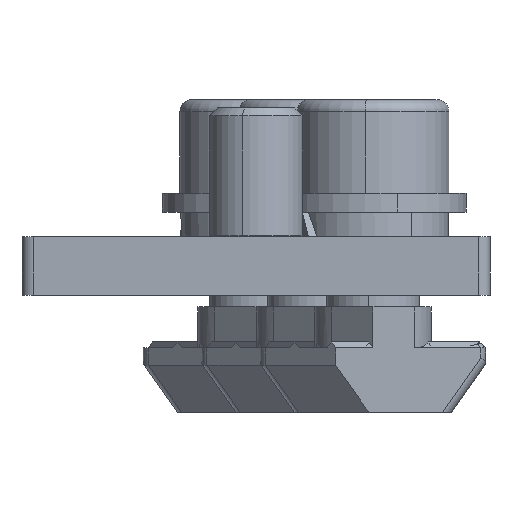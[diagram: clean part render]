
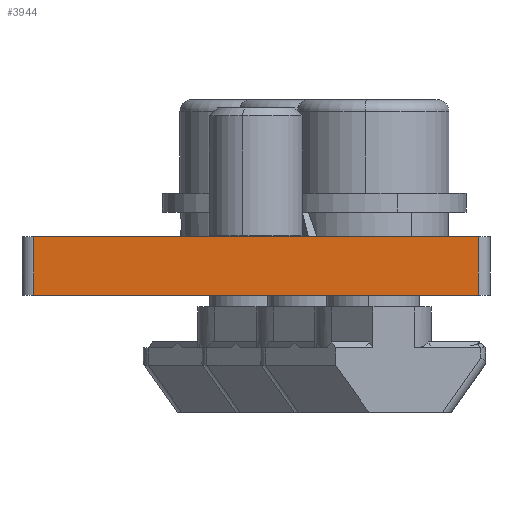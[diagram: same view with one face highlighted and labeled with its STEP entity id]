
A CAD part, left-side view. The second image highlights one B-rep face of the part: STEP entity #3944.
In plain terms, the highlighted planar face has unit normal (-1, 0, 0).
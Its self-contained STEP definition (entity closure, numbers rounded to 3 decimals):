
#1957 = EDGE_CURVE ( 'NONE', #3011, #3010, #5787, .T. ) ;
#1958 = EDGE_CURVE ( 'NONE', #3014, #3010, #5788, .T. ) ;
#1960 = EDGE_CURVE ( 'NONE', #3011, #3023, #5792, .T. ) ;
#1963 = EDGE_CURVE ( 'NONE', #3023, #3014, #5797, .T. ) ;
#2328 = CARTESIAN_POINT ( 'NONE',  ( -135.748, -15.259, 5.63 ) ) ;
#2329 = CARTESIAN_POINT ( 'NONE',  ( -135.748, 22.741, 5.63 ) ) ;
#2332 = CARTESIAN_POINT ( 'NONE',  ( -135.748, -15.259, 0.63 ) ) ;
#2341 = CARTESIAN_POINT ( 'NONE',  ( -135.748, 22.741, 0.63 ) ) ;
#2679 = ORIENTED_EDGE ( 'NONE', *, *, #1963, .T. ) ;
#2700 = ORIENTED_EDGE ( 'NONE', *, *, #1958, .T. ) ;
#2761 = ORIENTED_EDGE ( 'NONE', *, *, #1960, .T. ) ;
#2762 = ORIENTED_EDGE ( 'NONE', *, *, #1957, .F. ) ;
#3010 = VERTEX_POINT ( 'NONE', #2328 ) ;
#3011 = VERTEX_POINT ( 'NONE', #2329 ) ;
#3014 = VERTEX_POINT ( 'NONE', #2332 ) ;
#3023 = VERTEX_POINT ( 'NONE', #2341 ) ;
#3482 = DIRECTION ( 'NONE',  ( 0., -1., 0. ) ) ;
#3483 = CARTESIAN_POINT ( 'NONE',  ( -135.748, 23.741, 0.63 ) ) ;
#3484 = DIRECTION ( 'NONE',  ( 0., 0., 1. ) ) ;
#3485 = CARTESIAN_POINT ( 'NONE',  ( -135.748, 22.741, 5.63 ) ) ;
#3486 = CARTESIAN_POINT ( 'NONE',  ( -135.748, -15.259, 5.63 ) ) ;
#3490 = DIRECTION ( 'NONE',  ( 0., 0., -1. ) ) ;
#3491 = CARTESIAN_POINT ( 'NONE',  ( -135.748, 23.741, 5.63 ) ) ;
#3496 = DIRECTION ( 'NONE',  ( 0., -1., 0. ) ) ;
#3944 = ADVANCED_FACE ( 'NONE', ( #6246 ), #8163, .F. ) ;
#4989 = EDGE_LOOP ( 'NONE', ( #2679, #2700, #2762, #2761 ) ) ;
#5787 = LINE ( 'NONE', #3491, #5789 ) ;
#5788 = LINE ( 'NONE', #3486, #5791 ) ;
#5789 = VECTOR ( 'NONE', #3496, 1000. ) ;
#5791 = VECTOR ( 'NONE', #3484, 1000. ) ;
#5792 = LINE ( 'NONE', #3485, #5794 ) ;
#5794 = VECTOR ( 'NONE', #3490, 1000. ) ;
#5797 = LINE ( 'NONE', #3483, #5799 ) ;
#5799 = VECTOR ( 'NONE', #3482, 1000. ) ;
#6246 = FACE_OUTER_BOUND ( 'NONE', #4989, .T. ) ;
#6493 = AXIS2_PLACEMENT_3D ( 'NONE', #8161, #8166, #8167 ) ;
#8161 = CARTESIAN_POINT ( 'NONE',  ( -135.748, 23.741, 5.63 ) ) ;
#8163 = PLANE ( 'NONE',  #6493 ) ;
#8166 = DIRECTION ( 'NONE',  ( 1., 0., 0. ) ) ;
#8167 = DIRECTION ( 'NONE',  ( 0., 0., -1. ) ) ;
